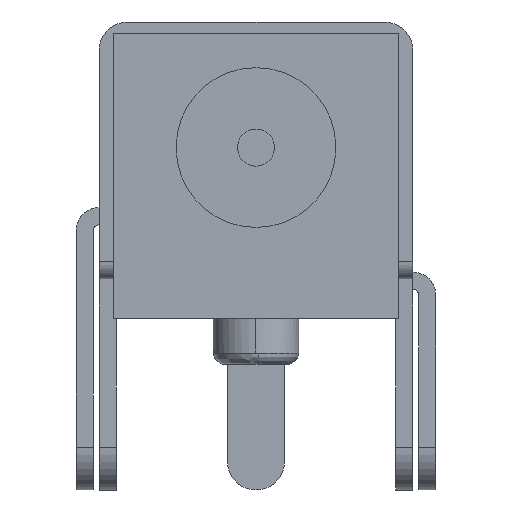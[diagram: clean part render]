
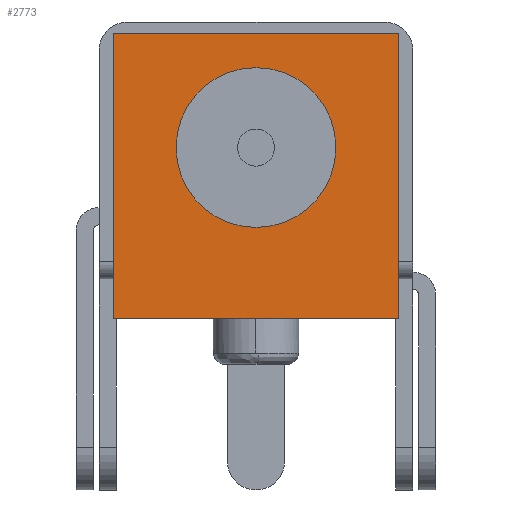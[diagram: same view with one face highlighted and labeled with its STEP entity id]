
A CAD part, left-side view. The second image highlights one B-rep face of the part: STEP entity #2773.
In plain terms, the highlighted planar face has unit normal (-1, 0, 0).
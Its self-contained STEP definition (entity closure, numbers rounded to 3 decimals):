
#203 = DIRECTION ( 'NONE',  ( 0., -1., 0. ) ) ;
#300 = ORIENTED_EDGE ( 'NONE', *, *, #3901, .T. ) ;
#1136 = DIRECTION ( 'NONE',  ( 0., 1., 0. ) ) ;
#1139 = VERTEX_POINT ( 'NONE', #4106 ) ;
#1792 = CIRCLE ( 'NONE', #10941, 1.4 ) ;
#1894 = LINE ( 'NONE', #10251, #3122 ) ;
#2081 = EDGE_CURVE ( 'NONE', #11745, #7519, #2467, .T. ) ;
#2204 = CIRCLE ( 'NONE', #7635, 1.4 ) ;
#2413 = CARTESIAN_POINT ( 'NONE',  ( 0., 0., 3. ) ) ;
#2467 = LINE ( 'NONE', #8106, #3641 ) ;
#2736 = DIRECTION ( 'NONE',  ( 0., 0., 1. ) ) ;
#2773 = ADVANCED_FACE ( 'NONE', ( #8435, #8326 ), #7340, .T. ) ;
#3122 = VECTOR ( 'NONE', #2736, 1000. ) ;
#3641 = VECTOR ( 'NONE', #9784, 1000. ) ;
#3664 = VERTEX_POINT ( 'NONE', #12013 ) ;
#3690 = EDGE_CURVE ( 'NONE', #8753, #1139, #1894, .T. ) ;
#3901 = EDGE_CURVE ( 'NONE', #3664, #9996, #1792, .T. ) ;
#4027 = CARTESIAN_POINT ( 'NONE',  ( 0., 2.5, 0. ) ) ;
#4106 = CARTESIAN_POINT ( 'NONE',  ( 0., 2.5, 5. ) ) ;
#4558 = ORIENTED_EDGE ( 'NONE', *, *, #2081, .T. ) ;
#4832 = CARTESIAN_POINT ( 'NONE',  ( 0., 2.5, 0. ) ) ;
#5075 = LINE ( 'NONE', #4027, #11631 ) ;
#5449 = ORIENTED_EDGE ( 'NONE', *, *, #9081, .T. ) ;
#5603 = CARTESIAN_POINT ( 'NONE',  ( 0., -2.5, 5. ) ) ;
#5624 = AXIS2_PLACEMENT_3D ( 'NONE', #10651, #5965, #7692 ) ;
#5726 = CARTESIAN_POINT ( 'NONE',  ( 0., 0., 3. ) ) ;
#5965 = DIRECTION ( 'NONE',  ( -1., 0., 0. ) ) ;
#6005 = EDGE_LOOP ( 'NONE', ( #9035, #6823, #4558, #6836 ) ) ;
#6285 = DIRECTION ( 'NONE',  ( 1., 0., 0. ) ) ;
#6760 = EDGE_CURVE ( 'NONE', #11745, #8753, #5075, .T. ) ;
#6823 = ORIENTED_EDGE ( 'NONE', *, *, #6760, .F. ) ;
#6836 = ORIENTED_EDGE ( 'NONE', *, *, #7550, .T. ) ;
#7183 = EDGE_LOOP ( 'NONE', ( #5449, #300 ) ) ;
#7340 = PLANE ( 'NONE',  #5624 ) ;
#7519 = VERTEX_POINT ( 'NONE', #5603 ) ;
#7550 = EDGE_CURVE ( 'NONE', #7519, #1139, #9615, .T. ) ;
#7635 = AXIS2_PLACEMENT_3D ( 'NONE', #5726, #11443, #203 ) ;
#7692 = DIRECTION ( 'NONE',  ( 0., -1., 0. ) ) ;
#8106 = CARTESIAN_POINT ( 'NONE',  ( 0., -2.5, 0. ) ) ;
#8114 = CARTESIAN_POINT ( 'NONE',  ( 0., -1.4, 3. ) ) ;
#8326 = FACE_OUTER_BOUND ( 'NONE', #6005, .T. ) ;
#8435 = FACE_BOUND ( 'NONE', #7183, .T. ) ;
#8753 = VERTEX_POINT ( 'NONE', #4832 ) ;
#9035 = ORIENTED_EDGE ( 'NONE', *, *, #3690, .F. ) ;
#9081 = EDGE_CURVE ( 'NONE', #9996, #3664, #2204, .T. ) ;
#9491 = DIRECTION ( 'NONE',  ( 0., 1., 0. ) ) ;
#9615 = LINE ( 'NONE', #11562, #10919 ) ;
#9784 = DIRECTION ( 'NONE',  ( 0., 0., 1. ) ) ;
#9996 = VERTEX_POINT ( 'NONE', #8114 ) ;
#10031 = DIRECTION ( 'NONE',  ( 0., -1., 0. ) ) ;
#10251 = CARTESIAN_POINT ( 'NONE',  ( 0., 2.5, 5. ) ) ;
#10651 = CARTESIAN_POINT ( 'NONE',  ( 0., 0., 0. ) ) ;
#10919 = VECTOR ( 'NONE', #9491, 1000. ) ;
#10941 = AXIS2_PLACEMENT_3D ( 'NONE', #2413, #6285, #10031 ) ;
#11230 = CARTESIAN_POINT ( 'NONE',  ( 0., -2.5, 0. ) ) ;
#11443 = DIRECTION ( 'NONE',  ( 1., 0., 0. ) ) ;
#11562 = CARTESIAN_POINT ( 'NONE',  ( 0., 0., 5. ) ) ;
#11631 = VECTOR ( 'NONE', #1136, 1000. ) ;
#11745 = VERTEX_POINT ( 'NONE', #11230 ) ;
#12013 = CARTESIAN_POINT ( 'NONE',  ( 0., 1.4, 3. ) ) ;
